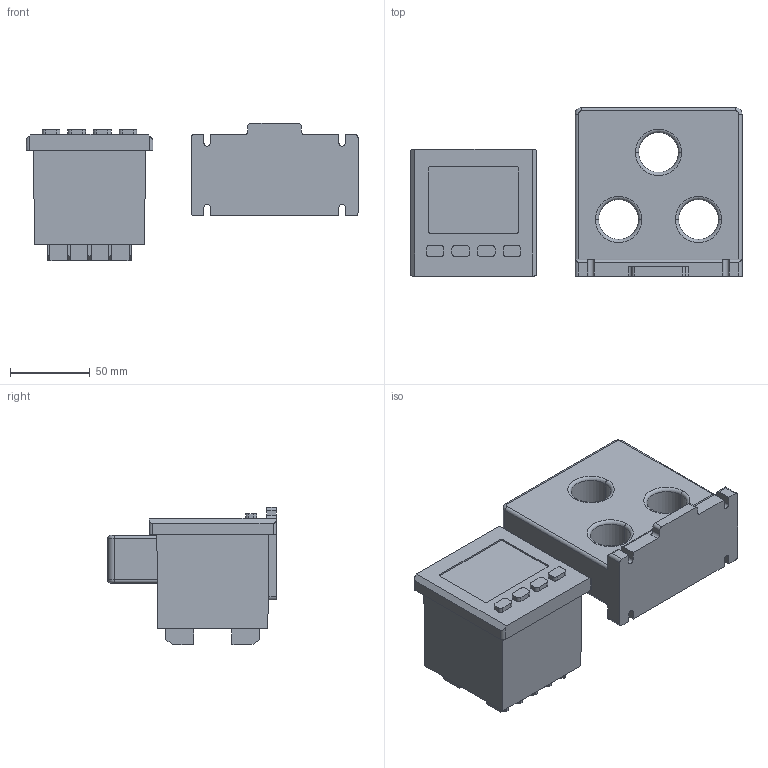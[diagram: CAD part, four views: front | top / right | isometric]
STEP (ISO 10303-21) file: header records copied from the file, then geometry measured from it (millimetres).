
FILE_DESCRIPTION (( 'STEP AP214' ), '1' );
FILE_NAME ('66JD-6Q.STEP', '2025-05-23T08:39:24', ( '微软用户' ), ( '微软中国' ), 'SwSTEP 2.0', 'SolidWorks 2014', '' );
FILE_SCHEMA (( 'AUTOMOTIVE_DESIGN' ));
Length unit declared in the file: millimetre
Products named in the file (3): 66JD-6Q; 53KGL2; 誑覜ん
Assembly tree (2 placements, depth 2):
  66JD-6Q
    53KGL2
    誑覜ん
Bounding box: 207.83 x 105.5 x 86 mm (x, y, z)
Volume: 660016.5 mm3; surface area: 80504.6 mm2
Topology: 2 solids, 2 shells, 188 faces, 504 edges, 328 vertices
Faces by surface type: plane 116, cylinder 56, torus 16
Entity records: 7220 total; most frequent: CARTESIAN_POINT 1049, DIRECTION 1010, ORIENTED_EDGE 1008, EDGE_CURVE 504, VECTOR 368, LINE 368, VERTEX_POINT 328, AXIS2_PLACEMENT_3D 321
